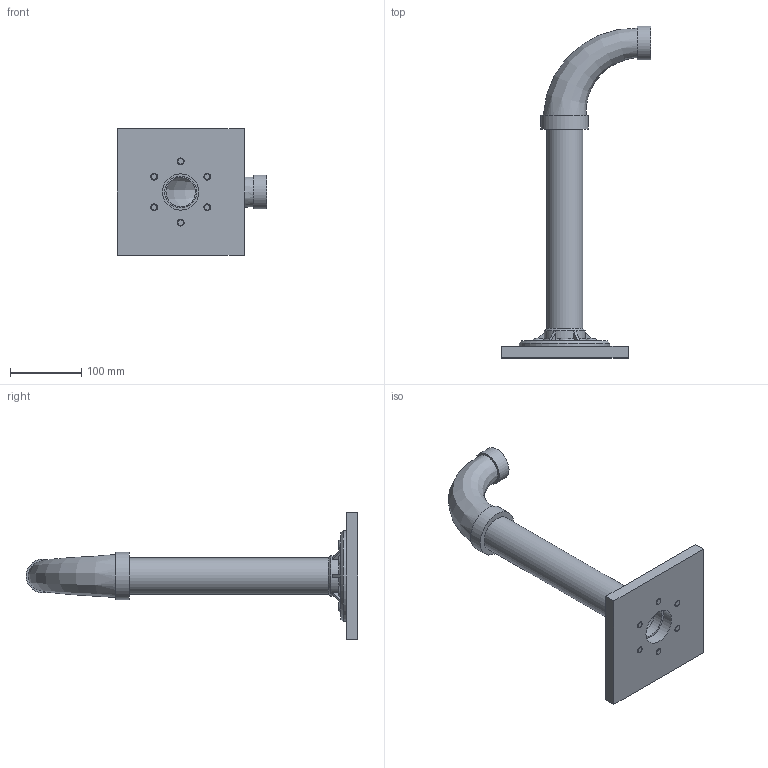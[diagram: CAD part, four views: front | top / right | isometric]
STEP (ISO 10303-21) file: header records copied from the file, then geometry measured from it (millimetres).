
FILE_DESCRIPTION(/* description */ (''),/* implementation_level */ '2;1');
FILE_NAME(/* name */ 'Pipe Assy.stp',/* time_stamp */ '2019-08-29T19:59:53-04:00',/* author */ ('Rick Szalay'),/* organization */ (''),/* preprocessor_version */ 'ST-DEVELOPER v17',/* originating_system */ 'Autodesk Inventor 2019',/* authorisation */ '');
FILE_SCHEMA (('AUTOMOTIVE_DESIGN { 1 0 10303 214 3 1 1 }'));
Length unit declared in the file: inch
Products named in the file (6): Pipe Assy; 2 Inch Pipe Flange; 2 Inch Pipe; 2-1.25 Inch Elbow Adapter; Mounting Plate; ANSI B18.3 - 3/8-24 - 7/8
Assembly tree (10 placements, depth 2):
  Pipe Assy
    2 Inch Pipe Flange
    2 Inch Pipe
    2-1.25 Inch Elbow Adapter
    Mounting Plate
    ANSI B18.3 - 3/8-24 - 7/8  x6
Bounding box: 209.55 x 465.14 x 177.8 mm (x, y, z)
Volume: 945717.4 mm3; surface area: 265972.1 mm2
Topology: 10 solids, 10 shells, 169 faces, 447 edges, 315 vertices
Faces by surface type: plane 95, cylinder 40, cone 20, bspline 8, torus 6
Full cylindrical faces by diameter (mm): 7.798 x6, 9.525 x6, 10.084 x6, 16.662 x6, 19.355 x6, 31.75 x1, 41.275 x1, 44.679 x1, 47.625 x1, 50.8 x3, 57.15 x1, 66.675 x1, 127 x1
Entity records: 3888 total; most frequent: CARTESIAN_POINT 1200, DIRECTION 550, ORIENTED_EDGE 482, EDGE_CURVE 241, AXIS2_PLACEMENT_3D 225, VERTEX_POINT 170, EDGE_LOOP 139, CIRCLE 111
